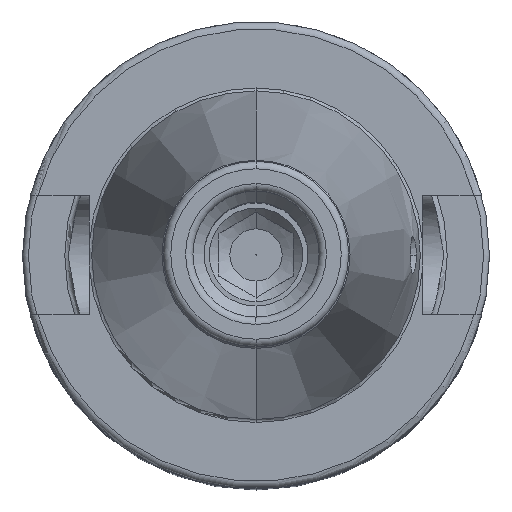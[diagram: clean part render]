
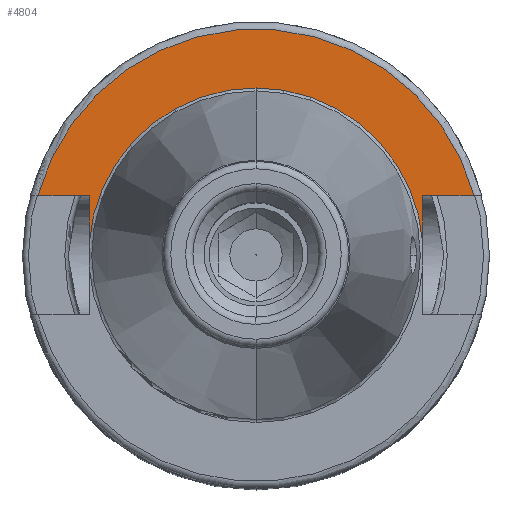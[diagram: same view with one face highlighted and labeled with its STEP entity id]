
A CAD part, top view. The second image highlights one B-rep face of the part: STEP entity #4804.
In plain terms, the highlighted planar face has unit normal (0, 0, 1).
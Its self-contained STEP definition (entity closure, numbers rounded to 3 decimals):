
#1262=CARTESIAN_POINT('',(0,0,10));
#1263=DIRECTION('',(0,0,1));
#1264=DIRECTION('',(0,1,0));
#1265=AXIS2_PLACEMENT_3D('',#1262,#1263,#1264);
#1540=DIRECTION('',(0,1,0));
#1541=VECTOR('',#1540,6.317);
#1542=CARTESIAN_POINT('',(-22.5,1.733,10));
#1543=LINE('',#1542,#1541);
#1544=DIRECTION('',(1,0,0));
#1545=VECTOR('',#1544,6.918);
#1546=CARTESIAN_POINT('',(-29.418,8.05,10));
#1547=LINE('',#1546,#1545);
#1548=DIRECTION('',(-1,0,0));
#1549=VECTOR('',#1548,6.918);
#1550=CARTESIAN_POINT('',(29.418,8.05,10));
#1551=LINE('',#1550,#1549);
#1552=DIRECTION('',(0,-1,0));
#1553=VECTOR('',#1552,6.317);
#1554=CARTESIAN_POINT('',(22.5,8.05,10));
#1555=LINE('',#1554,#1553);
#1570=CARTESIAN_POINT('',(0,0,10));
#1571=DIRECTION('',(0,0,-1));
#1572=DIRECTION('',(0,1,0));
#1573=AXIS2_PLACEMENT_3D('',#1570,#1571,#1572);
#1609=CARTESIAN_POINT('',(0,0,10));
#1610=DIRECTION('',(0,0,1));
#1611=DIRECTION('',(0.965,0.264,0));
#1612=AXIS2_PLACEMENT_3D('',#1609,#1610,#1611);
#2415=CARTESIAN_POINT('',(0,22.567,10));
#2417=VERTEX_POINT('',#2415);
#2529=CARTESIAN_POINT('',(-22.5,1.733,10));
#2530=CARTESIAN_POINT('',(-22.5,8.05,10));
#2531=VERTEX_POINT('',#2529);
#2532=VERTEX_POINT('',#2530);
#2533=CARTESIAN_POINT('',(-29.418,8.05,10));
#2534=VERTEX_POINT('',#2533);
#2535=CARTESIAN_POINT('',(22.5,8.05,10));
#2536=CARTESIAN_POINT('',(22.5,1.733,10));
#2537=VERTEX_POINT('',#2535);
#2538=VERTEX_POINT('',#2536);
#2545=CARTESIAN_POINT('',(29.418,8.05,10));
#2546=VERTEX_POINT('',#2545);
#4788=CARTESIAN_POINT('',(0,0,10));
#4789=DIRECTION('',(0,0,-1));
#4790=DIRECTION('',(0,-1,0));
#4791=AXIS2_PLACEMENT_3D('',#4788,#4789,#4790);
#4792=PLANE('',#4791);
#4793=ORIENTED_EDGE('',*,*,#4521,.T.);
#4794=ORIENTED_EDGE('',*,*,#4600,.F.);
#4796=ORIENTED_EDGE('',*,*,#4795,.F.);
#4797=ORIENTED_EDGE('',*,*,#4760,.T.);
#4798=ORIENTED_EDGE('',*,*,#4745,.T.);
#4800=ORIENTED_EDGE('',*,*,#4799,.F.);
#4801=ORIENTED_EDGE('',*,*,#4498,.T.);
#4802=EDGE_LOOP('',(#4793,#4794,#4796,#4797,#4798,#4800,#4801));
#4803=FACE_OUTER_BOUND('',#4802,.F.);
#4804=ADVANCED_FACE('',(#4803),#4792,.F.);
#1266=CIRCLE('',#1265,22.567);
#1574=CIRCLE('',#1573,22.567);
#1613=CIRCLE('',#1612,30.5);
#4498=EDGE_CURVE('',#2417,#2531,#1266,.T.);
#4521=EDGE_CURVE('',#2531,#2532,#1543,.T.);
#4600=EDGE_CURVE('',#2534,#2532,#1547,.T.);
#4745=EDGE_CURVE('',#2537,#2538,#1555,.T.);
#4760=EDGE_CURVE('',#2546,#2537,#1551,.T.);
#4795=EDGE_CURVE('',#2546,#2534,#1613,.T.);
#4799=EDGE_CURVE('',#2417,#2538,#1574,.T.);
